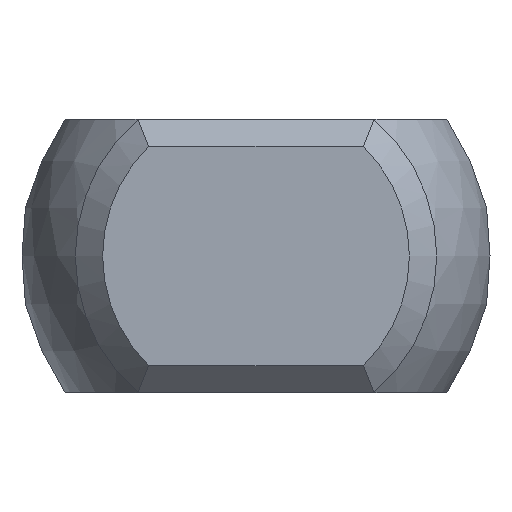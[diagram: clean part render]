
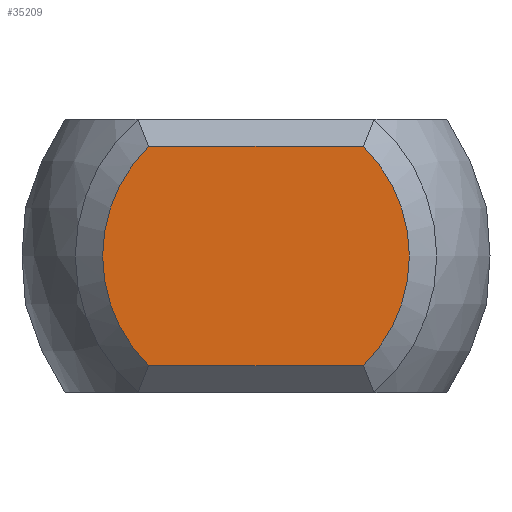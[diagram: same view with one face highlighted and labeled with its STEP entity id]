
A CAD part, left-side view. The second image highlights one B-rep face of the part: STEP entity #35209.
In plain terms, the highlighted planar face has unit normal (-1, 0, 0).
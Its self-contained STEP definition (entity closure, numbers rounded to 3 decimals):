
#33626 = PLANE('',#33627);
#33627 = AXIS2_PLACEMENT_3D('',#33628,#33629,#33630);
#33628 = CARTESIAN_POINT('',(-24.75,3.125,2.25));
#33629 = DIRECTION('',(-0.707,0.,0.707));
#33630 = DIRECTION('',(0.707,0.,0.707));
#34853 = EDGE_CURVE('',#34854,#34856,#34858,.T.);
#34854 = VERTEX_POINT('',#34855);
#34855 = CARTESIAN_POINT('',(-25.,-1.96,-2.));
#34856 = VERTEX_POINT('',#34857);
#34857 = CARTESIAN_POINT('',(-25.,1.96,-2.));
#34858 = SURFACE_CURVE('',#34859,(#34863,#34875),.PCURVE_S1.);
#34859 = LINE('',#34860,#34861);
#34860 = CARTESIAN_POINT('',(-25.,-3.125,-2.));
#34861 = VECTOR('',#34862,1.);
#34862 = DIRECTION('',(0.,1.,0.));
#34863 = PCURVE('',#34864,#34869);
#34864 = PLANE('',#34865);
#34865 = AXIS2_PLACEMENT_3D('',#34866,#34867,#34868);
#34866 = CARTESIAN_POINT('',(-24.75,-3.125,-2.25));
#34867 = DIRECTION('',(-0.707,0.,
    -0.707));
#34868 = DIRECTION('',(-0.707,0.,0.707));
#34869 = DEFINITIONAL_REPRESENTATION('',(#34870),#34874);
#34870 = LINE('',#34871,#34872);
#34871 = CARTESIAN_POINT('',(0.354,0.));
#34872 = VECTOR('',#34873,1.);
#34873 = DIRECTION('',(0.,1.));
#34874 = ( GEOMETRIC_REPRESENTATION_CONTEXT(2) 
PARAMETRIC_REPRESENTATION_CONTEXT() REPRESENTATION_CONTEXT('2D SPACE',''
  ) );
#34875 = PCURVE('',#34876,#34881);
#34876 = PLANE('',#34877);
#34877 = AXIS2_PLACEMENT_3D('',#34878,#34879,#34880);
#34878 = CARTESIAN_POINT('',(-25.,0.,0.));
#34879 = DIRECTION('',(1.,0.,0.));
#34880 = DIRECTION('',(0.,0.,-1.));
#34881 = DEFINITIONAL_REPRESENTATION('',(#34882),#34886);
#34882 = LINE('',#34883,#34884);
#34883 = CARTESIAN_POINT('',(2.,-3.125));
#34884 = VECTOR('',#34885,1.);
#34885 = DIRECTION('',(0.,1.));
#34886 = ( GEOMETRIC_REPRESENTATION_CONTEXT(2) 
PARAMETRIC_REPRESENTATION_CONTEXT() REPRESENTATION_CONTEXT('2D SPACE',''
  ) );
#34906 = CONICAL_SURFACE('',#34907,3.05,0.785);
#34907 = AXIS2_PLACEMENT_3D('',#34908,#34909,#34910);
#34908 = CARTESIAN_POINT('',(-24.75,0.,0.));
#34909 = DIRECTION('',(1.,0.,0.));
#34910 = DIRECTION('',(-0.,1.,0.));
#34956 = CONICAL_SURFACE('',#34957,3.05,0.785);
#34957 = AXIS2_PLACEMENT_3D('',#34958,#34959,#34960);
#34958 = CARTESIAN_POINT('',(-24.75,0.,0.));
#34959 = DIRECTION('',(1.,0.,0.));
#34960 = DIRECTION('',(0.,-1.,0.));
#34970 = EDGE_CURVE('',#34971,#34973,#34975,.T.);
#34971 = VERTEX_POINT('',#34972);
#34972 = CARTESIAN_POINT('',(-25.,1.96,2.));
#34973 = VERTEX_POINT('',#34974);
#34974 = CARTESIAN_POINT('',(-25.,-1.96,2.));
#34975 = SURFACE_CURVE('',#34976,(#34980,#34987),.PCURVE_S1.);
#34976 = LINE('',#34977,#34978);
#34977 = CARTESIAN_POINT('',(-25.,3.125,2.));
#34978 = VECTOR('',#34979,1.);
#34979 = DIRECTION('',(0.,-1.,0.));
#34980 = PCURVE('',#33626,#34981);
#34981 = DEFINITIONAL_REPRESENTATION('',(#34982),#34986);
#34982 = LINE('',#34983,#34984);
#34983 = CARTESIAN_POINT('',(-0.354,0.));
#34984 = VECTOR('',#34985,1.);
#34985 = DIRECTION('',(0.,-1.));
#34986 = ( GEOMETRIC_REPRESENTATION_CONTEXT(2) 
PARAMETRIC_REPRESENTATION_CONTEXT() REPRESENTATION_CONTEXT('2D SPACE',''
  ) );
#34987 = PCURVE('',#34876,#34988);
#34988 = DEFINITIONAL_REPRESENTATION('',(#34989),#34993);
#34989 = LINE('',#34990,#34991);
#34990 = CARTESIAN_POINT('',(-2.,3.125));
#34991 = VECTOR('',#34992,1.);
#34992 = DIRECTION('',(0.,-1.));
#34993 = ( GEOMETRIC_REPRESENTATION_CONTEXT(2) 
PARAMETRIC_REPRESENTATION_CONTEXT() REPRESENTATION_CONTEXT('2D SPACE',''
  ) );
#35066 = EDGE_CURVE('',#34973,#34854,#35067,.T.);
#35067 = SURFACE_CURVE('',#35068,(#35073,#35080),.PCURVE_S1.);
#35068 = CIRCLE('',#35069,2.8);
#35069 = AXIS2_PLACEMENT_3D('',#35070,#35071,#35072);
#35070 = CARTESIAN_POINT('',(-25.,0.,0.));
#35071 = DIRECTION('',(1.,0.,0.));
#35072 = DIRECTION('',(0.,-1.,0.));
#35073 = PCURVE('',#34956,#35074);
#35074 = DEFINITIONAL_REPRESENTATION('',(#35075),#35079);
#35075 = LINE('',#35076,#35077);
#35076 = CARTESIAN_POINT('',(-6.283,-0.25));
#35077 = VECTOR('',#35078,1.);
#35078 = DIRECTION('',(1.,0.));
#35079 = ( GEOMETRIC_REPRESENTATION_CONTEXT(2) 
PARAMETRIC_REPRESENTATION_CONTEXT() REPRESENTATION_CONTEXT('2D SPACE',''
  ) );
#35080 = PCURVE('',#34876,#35081);
#35081 = DEFINITIONAL_REPRESENTATION('',(#35082),#35086);
#35082 = CIRCLE('',#35083,2.8);
#35083 = AXIS2_PLACEMENT_2D('',#35084,#35085);
#35084 = CARTESIAN_POINT('',(0.,0.));
#35085 = DIRECTION('',(0.,-1.));
#35086 = ( GEOMETRIC_REPRESENTATION_CONTEXT(2) 
PARAMETRIC_REPRESENTATION_CONTEXT() REPRESENTATION_CONTEXT('2D SPACE',''
  ) );
#35092 = EDGE_CURVE('',#34856,#34971,#35093,.T.);
#35093 = SURFACE_CURVE('',#35094,(#35099,#35106),.PCURVE_S1.);
#35094 = CIRCLE('',#35095,2.8);
#35095 = AXIS2_PLACEMENT_3D('',#35096,#35097,#35098);
#35096 = CARTESIAN_POINT('',(-25.,0.,0.));
#35097 = DIRECTION('',(1.,0.,0.));
#35098 = DIRECTION('',(-0.,1.,0.));
#35099 = PCURVE('',#34906,#35100);
#35100 = DEFINITIONAL_REPRESENTATION('',(#35101),#35105);
#35101 = LINE('',#35102,#35103);
#35102 = CARTESIAN_POINT('',(0.,-0.25));
#35103 = VECTOR('',#35104,1.);
#35104 = DIRECTION('',(1.,0.));
#35105 = ( GEOMETRIC_REPRESENTATION_CONTEXT(2) 
PARAMETRIC_REPRESENTATION_CONTEXT() REPRESENTATION_CONTEXT('2D SPACE',''
  ) );
#35106 = PCURVE('',#34876,#35107);
#35107 = DEFINITIONAL_REPRESENTATION('',(#35108),#35112);
#35108 = CIRCLE('',#35109,2.8);
#35109 = AXIS2_PLACEMENT_2D('',#35110,#35111);
#35110 = CARTESIAN_POINT('',(0.,0.));
#35111 = DIRECTION('',(0.,1.));
#35112 = ( GEOMETRIC_REPRESENTATION_CONTEXT(2) 
PARAMETRIC_REPRESENTATION_CONTEXT() REPRESENTATION_CONTEXT('2D SPACE',''
  ) );
#35209 = ADVANCED_FACE('',(#35210),#34876,.F.);
#35210 = FACE_BOUND('',#35211,.T.);
#35211 = EDGE_LOOP('',(#35212,#35213,#35214,#35215));
#35212 = ORIENTED_EDGE('',*,*,#34970,.F.);
#35213 = ORIENTED_EDGE('',*,*,#35092,.F.);
#35214 = ORIENTED_EDGE('',*,*,#34853,.F.);
#35215 = ORIENTED_EDGE('',*,*,#35066,.F.);
